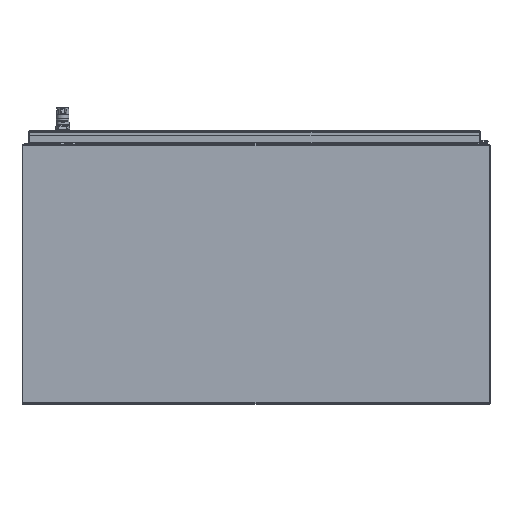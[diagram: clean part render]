
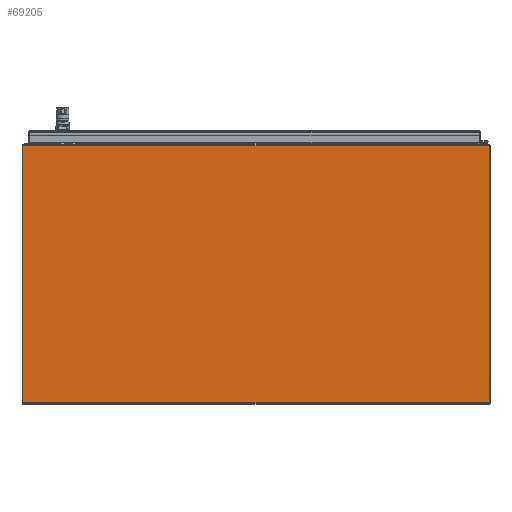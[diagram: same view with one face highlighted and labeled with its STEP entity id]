
A CAD part, front view. The second image highlights one B-rep face of the part: STEP entity #69205.
In plain terms, the highlighted planar face has unit normal (0, -1, 0).
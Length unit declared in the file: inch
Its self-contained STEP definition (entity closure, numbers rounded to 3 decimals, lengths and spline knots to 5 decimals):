
#6348 = PLANE ( 'NONE',  #76687 ) ;
#7400 = CARTESIAN_POINT ( 'NONE',  ( 0., -20.0625, -10.25741 ) ) ;
#11961 = VERTEX_POINT ( 'NONE', #143176 ) ;
#17406 = CARTESIAN_POINT ( 'NONE',  ( 17.926, -20.0625, -10.25741 ) ) ;
#22377 = DIRECTION ( 'NONE',  ( 0., 0., 1. ) ) ;
#24452 = LINE ( 'NONE', #103469, #63768 ) ;
#32521 = VERTEX_POINT ( 'NONE', #17406 ) ;
#39335 = VECTOR ( 'NONE', #70696, 39.37008 ) ;
#50632 = EDGE_LOOP ( 'NONE', ( #65576, #124571, #86120, #152188 ) ) ;
#53478 = VECTOR ( 'NONE', #184594, 39.37008 ) ;
#55383 = CARTESIAN_POINT ( 'NONE',  ( -17.926, -20.0625, 9.53209 ) ) ;
#61336 = VERTEX_POINT ( 'NONE', #55383 ) ;
#63768 = VECTOR ( 'NONE', #22377, 39.37008 ) ;
#65576 = ORIENTED_EDGE ( 'NONE', *, *, #153779, .F. ) ;
#67633 = DIRECTION ( 'NONE',  ( 0., 1., 0. ) ) ;
#69205 = ADVANCED_FACE ( 'NONE', ( #180364 ), #6348, .F. ) ;
#70696 = DIRECTION ( 'NONE',  ( -1., 0., 0. ) ) ;
#76589 = VECTOR ( 'NONE', #183949, 39.37008 ) ;
#76687 = AXIS2_PLACEMENT_3D ( 'NONE', #198269, #67633, #116068 ) ;
#86120 = ORIENTED_EDGE ( 'NONE', *, *, #171560, .F. ) ;
#87945 = LINE ( 'NONE', #167088, #76589 ) ;
#101535 = EDGE_CURVE ( 'NONE', #61336, #11961, #170851, .T. ) ;
#103469 = CARTESIAN_POINT ( 'NONE',  ( -17.926, -20.0625, -10.25741 ) ) ;
#110490 = EDGE_CURVE ( 'NONE', #32521, #134784, #169730, .T. ) ;
#116068 = DIRECTION ( 'NONE',  ( 0., 0., 1. ) ) ;
#124571 = ORIENTED_EDGE ( 'NONE', *, *, #110490, .F. ) ;
#134784 = VERTEX_POINT ( 'NONE', #174030 ) ;
#140370 = CARTESIAN_POINT ( 'NONE',  ( 0., -20.0625, 9.53209 ) ) ;
#143176 = CARTESIAN_POINT ( 'NONE',  ( 17.926, -20.0625, 9.53209 ) ) ;
#152188 = ORIENTED_EDGE ( 'NONE', *, *, #101535, .F. ) ;
#153779 = EDGE_CURVE ( 'NONE', #134784, #61336, #24452, .T. ) ;
#167088 = CARTESIAN_POINT ( 'NONE',  ( 17.926, -20.0625, -10.25741 ) ) ;
#169730 = LINE ( 'NONE', #7400, #39335 ) ;
#170851 = LINE ( 'NONE', #140370, #53478 ) ;
#171560 = EDGE_CURVE ( 'NONE', #11961, #32521, #87945, .T. ) ;
#174030 = CARTESIAN_POINT ( 'NONE',  ( -17.926, -20.0625, -10.25741 ) ) ;
#180364 = FACE_OUTER_BOUND ( 'NONE', #50632, .T. ) ;
#183949 = DIRECTION ( 'NONE',  ( 0., 0., -1. ) ) ;
#184594 = DIRECTION ( 'NONE',  ( 1., 0., 0. ) ) ;
#198269 = CARTESIAN_POINT ( 'NONE',  ( 0., -20.0625, -0.36016 ) ) ;
